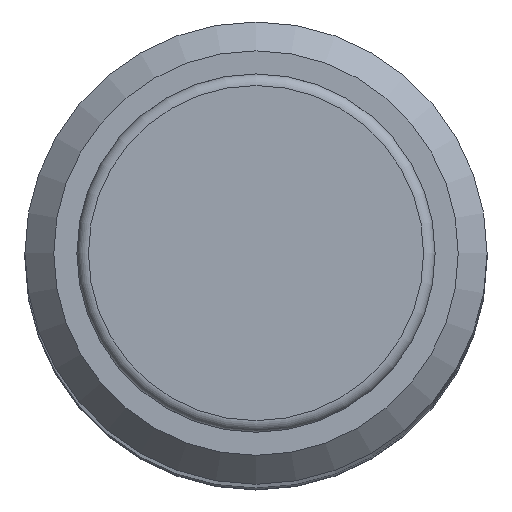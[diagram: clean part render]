
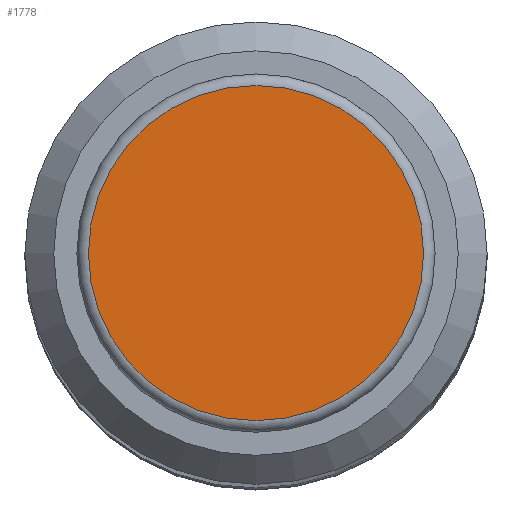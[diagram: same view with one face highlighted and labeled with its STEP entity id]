
A CAD part, top view. The second image highlights one B-rep face of the part: STEP entity #1778.
In plain terms, the highlighted planar face has unit normal (0, 0, 1).
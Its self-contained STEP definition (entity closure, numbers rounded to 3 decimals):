
#235=PLANE('',#1938);
#337=FACE_OUTER_BOUND('',#457,.T.);
#457=EDGE_LOOP('',(#1308,#1309));
#675=CIRCLE('',#1935,2.9);
#676=CIRCLE('',#1936,2.9);
#830=VERTEX_POINT('',#2866);
#831=VERTEX_POINT('',#2868);
#1015=EDGE_CURVE('',#830,#831,#675,.T.);
#1016=EDGE_CURVE('',#831,#830,#676,.T.);
#1308=ORIENTED_EDGE('',*,*,#1016,.F.);
#1309=ORIENTED_EDGE('',*,*,#1015,.F.);
#1778=ADVANCED_FACE('',(#337),#235,.T.);
#1935=AXIS2_PLACEMENT_3D('',#2869,#2244,#2245);
#1936=AXIS2_PLACEMENT_3D('',#2870,#2246,#2247);
#1938=AXIS2_PLACEMENT_3D('',#2872,#2250,#2251);
#2244=DIRECTION('center_axis',(0.,0.,-1.));
#2245=DIRECTION('ref_axis',(-1.,0.,0.));
#2246=DIRECTION('center_axis',(0.,0.,-1.));
#2247=DIRECTION('ref_axis',(-1.,0.,0.));
#2250=DIRECTION('center_axis',(0.,0.,1.));
#2251=DIRECTION('ref_axis',(0.,-1.,0.));
#2866=CARTESIAN_POINT('',(0.,-2.9,51.));
#2868=CARTESIAN_POINT('',(2.9,0.,51.));
#2869=CARTESIAN_POINT('Origin',(0.,0.,51.));
#2870=CARTESIAN_POINT('Origin',(0.,0.,51.));
#2872=CARTESIAN_POINT('Origin',(3.1,0.,51.));
